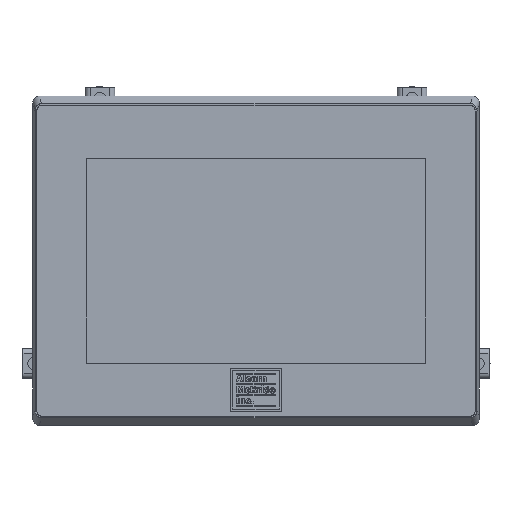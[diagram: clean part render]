
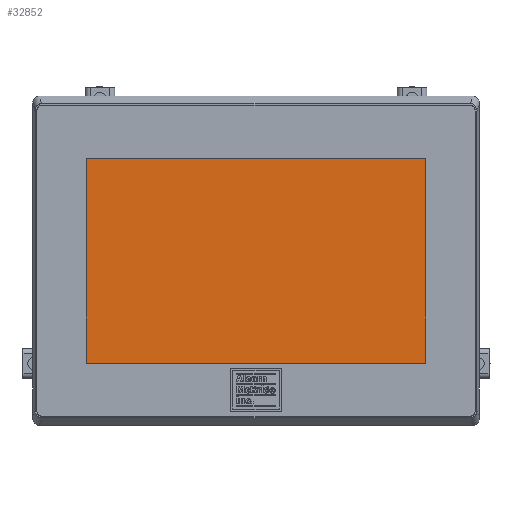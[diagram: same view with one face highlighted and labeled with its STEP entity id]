
A CAD part, top view. The second image highlights one B-rep face of the part: STEP entity #32852.
In plain terms, the highlighted planar face has unit normal (0, 0, 1).
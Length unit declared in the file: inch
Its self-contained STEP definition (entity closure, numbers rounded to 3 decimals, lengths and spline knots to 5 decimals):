
#3202 = CARTESIAN_POINT ( 'NONE',  ( 3.02559, -1.8248, 0.23122 ) ) ;
#4534 = VECTOR ( 'NONE', #49125, 39.37008 ) ;
#5014 = LINE ( 'NONE', #67626, #14500 ) ;
#9962 = LINE ( 'NONE', #76543, #43168 ) ;
#11141 = EDGE_CURVE ( 'NONE', #55181, #53901, #5014, .T. ) ;
#12343 = ORIENTED_EDGE ( 'NONE', *, *, #73244, .T. ) ;
#13477 = DIRECTION ( 'NONE',  ( -1., 0., 0. ) ) ;
#14500 = VECTOR ( 'NONE', #33725, 39.37008 ) ;
#18719 = ORIENTED_EDGE ( 'NONE', *, *, #11141, .T. ) ;
#22615 = CARTESIAN_POINT ( 'NONE',  ( -3.02559, -1.8248, 0.23122 ) ) ;
#22948 = CARTESIAN_POINT ( 'NONE',  ( 3.02559, -1.8248, 0.23122 ) ) ;
#30996 = AXIS2_PLACEMENT_3D ( 'NONE', #82442, #67667, #32377 ) ;
#32377 = DIRECTION ( 'NONE',  ( -1., 0., 0. ) ) ;
#32523 = VERTEX_POINT ( 'NONE', #58580 ) ;
#32852 = ADVANCED_FACE ( 'NONE', ( #40700 ), #83805, .F. ) ;
#33725 = DIRECTION ( 'NONE',  ( 1., 0., 0. ) ) ;
#36357 = VECTOR ( 'NONE', #38898, 39.37008 ) ;
#38898 = DIRECTION ( 'NONE',  ( 0., 1., 0. ) ) ;
#40700 = FACE_OUTER_BOUND ( 'NONE', #63936, .T. ) ;
#43168 = VECTOR ( 'NONE', #13477, 39.37008 ) ;
#45101 = EDGE_CURVE ( 'NONE', #32523, #55181, #62147, .T. ) ;
#49125 = DIRECTION ( 'NONE',  ( 0., -1., 0. ) ) ;
#49299 = CARTESIAN_POINT ( 'NONE',  ( 3.02559, 1.8248, 0.23122 ) ) ;
#53901 = VERTEX_POINT ( 'NONE', #22948 ) ;
#55181 = VERTEX_POINT ( 'NONE', #22615 ) ;
#58580 = CARTESIAN_POINT ( 'NONE',  ( -3.02559, 1.8248, 0.23122 ) ) ;
#60193 = LINE ( 'NONE', #3202, #36357 ) ;
#62147 = LINE ( 'NONE', #68638, #4534 ) ;
#63936 = EDGE_LOOP ( 'NONE', ( #12343, #85939, #85802, #18719 ) ) ;
#67626 = CARTESIAN_POINT ( 'NONE',  ( -3.02559, -1.8248, 0.23122 ) ) ;
#67667 = DIRECTION ( 'NONE',  ( 0., 0., -1. ) ) ;
#68638 = CARTESIAN_POINT ( 'NONE',  ( -3.02559, -1.8248, 0.23122 ) ) ;
#69540 = EDGE_CURVE ( 'NONE', #89876, #32523, #9962, .T. ) ;
#73244 = EDGE_CURVE ( 'NONE', #53901, #89876, #60193, .T. ) ;
#76543 = CARTESIAN_POINT ( 'NONE',  ( -3.02559, 1.8248, 0.23122 ) ) ;
#82442 = CARTESIAN_POINT ( 'NONE',  ( 0., 0., 0.23122 ) ) ;
#83805 = PLANE ( 'NONE',  #30996 ) ;
#85802 = ORIENTED_EDGE ( 'NONE', *, *, #45101, .T. ) ;
#85939 = ORIENTED_EDGE ( 'NONE', *, *, #69540, .T. ) ;
#89876 = VERTEX_POINT ( 'NONE', #49299 ) ;
